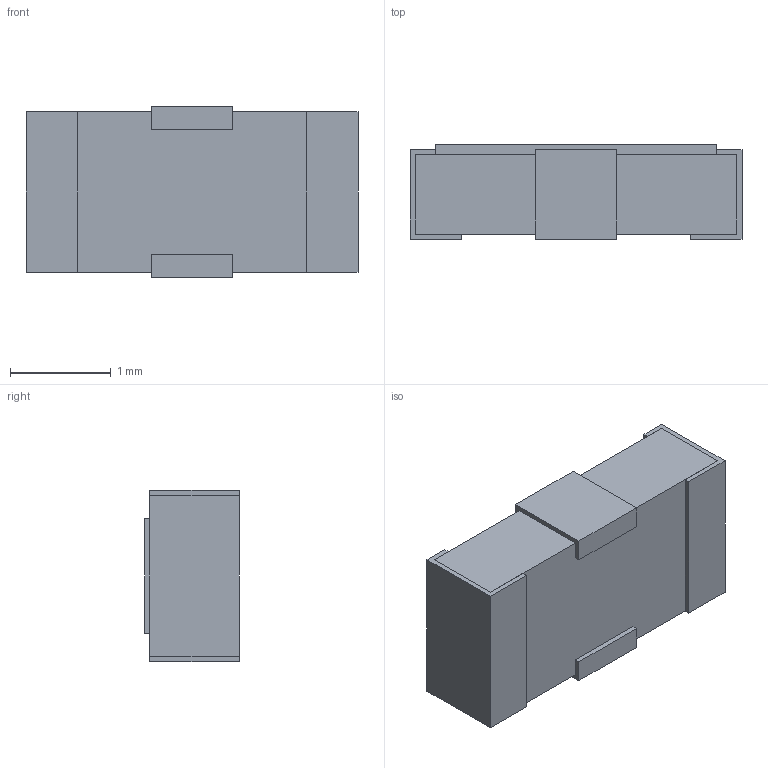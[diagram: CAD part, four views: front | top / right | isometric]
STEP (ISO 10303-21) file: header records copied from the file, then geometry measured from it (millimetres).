
FILE_DESCRIPTION (( 'STEP AP214' ), '1' );
FILE_NAME ( 'FILT4P0_320X160X94L23X81N.STEP', '2018-06-06T14:33:25', ( '' ), ( '' ), 'Part was generated with the free Library Expert Lite available at www.PCBLibraries.com. Removing line will violate the End User License Agreement.', '©2017 PCB Libraries, Inc.', '' );
FILE_SCHEMA (( 'AUTOMOTIVE_DESIGN' ));
Length unit declared in the file: millimetre
Products named in the file (1): FILT4P0_320X160X94L23X81N
Bounding box: 3.3 x 0.94 x 1.7 mm (x, y, z)
Volume: 4.7 mm3; surface area: 40 mm2
Topology: 6 solids, 6 shells, 52 faces, 120 edges, 80 vertices
Faces by surface type: plane 52
Entity records: 1665 total; most frequent: CARTESIAN_POINT 253, ORIENTED_EDGE 240, DIRECTION 226, VECTOR 120, LINE 120, EDGE_CURVE 120, VERTEX_POINT 80, STYLED_ITEM 59
